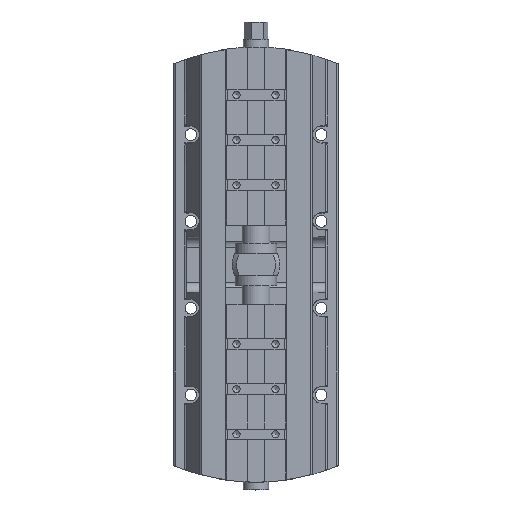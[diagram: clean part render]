
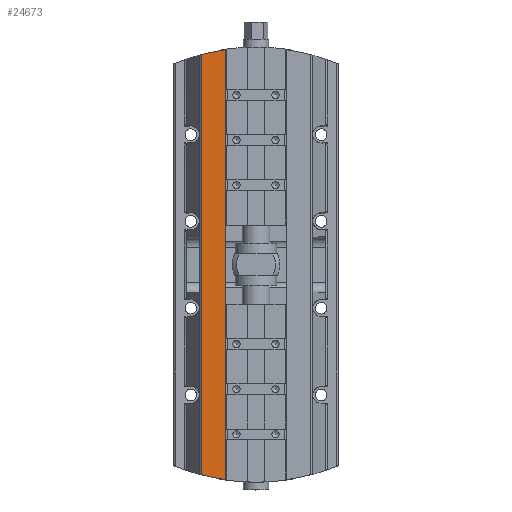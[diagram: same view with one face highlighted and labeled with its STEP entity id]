
A CAD part, top view. The second image highlights one B-rep face of the part: STEP entity #24673.
In plain terms, the highlighted planar face has unit normal (0, 0, 1).
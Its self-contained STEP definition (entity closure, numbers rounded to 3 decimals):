
#2005=CARTESIAN_POINT('',(-35.0,-45.5,100.0));
#2006=VERTEX_POINT('',#2005);
#4096=CARTESIAN_POINT('',(-35.0,-247.538,100.0));
#4097=VERTEX_POINT('',#4096);
#4108=CARTESIAN_POINT('',(-35.0,-247.538,100.0));
#4109=DIRECTION('',(0.0,1.0,0.0));
#4110=VECTOR('',#4109,202.038);
#4111=LINE('',#4108,#4110);
#4112=EDGE_CURVE('',#4097,#2006,#4111,.T.);
#4460=CARTESIAN_POINT('',(-35.,45.5,100.0));
#4461=VERTEX_POINT('',#4460);
#4468=CARTESIAN_POINT('',(-35.0,-45.5,100.0));
#4469=DIRECTION('',(0.0,1.0,0.0));
#4470=VECTOR('',#4469,91.);
#4471=LINE('',#4468,#4470);
#4472=EDGE_CURVE('',#2006,#4461,#4471,.T.);
#7247=CARTESIAN_POINT('',(-35.0,247.538,100.0));
#7248=VERTEX_POINT('',#7247);
#7249=CARTESIAN_POINT('',(-35.0,45.5,100.0));
#7250=DIRECTION('',(0.0,1.0,0.0));
#7251=VECTOR('',#7250,202.038);
#7252=LINE('',#7249,#7251);
#7253=EDGE_CURVE('',#4461,#7248,#7252,.T.);
#24010=CARTESIAN_POINT('',(-63.0,241.932,100.0));
#24011=VERTEX_POINT('',#24010);
#24019=CARTESIAN_POINT('',(0.0,0.0,100.0));
#24020=DIRECTION('',(0.0,0.0,-1.0));
#24021=DIRECTION('',(-1.0,0.0,0.0));
#24022=AXIS2_PLACEMENT_3D('',#24019,#24020,#24021);
#24023=CIRCLE('',#24022,250.0);
#24024=EDGE_CURVE('',#24011,#7248,#24023,.T.);
#24159=CARTESIAN_POINT('',(-63.0,-241.932,100.0));
#24160=VERTEX_POINT('',#24159);
#24161=CARTESIAN_POINT('',(0.0,0.0,100.0));
#24162=DIRECTION('',(0.0,0.0,-1.0));
#24163=DIRECTION('',(-1.0,0.0,0.0));
#24164=AXIS2_PLACEMENT_3D('',#24161,#24162,#24163);
#24165=CIRCLE('',#24164,250.0);
#24166=EDGE_CURVE('',#4097,#24160,#24165,.T.);
#24389=CARTESIAN_POINT('',(-63.0,-241.932,100.0));
#24390=DIRECTION('',(0.0,1.0,0.0));
#24391=VECTOR('',#24390,483.864);
#24392=LINE('',#24389,#24391);
#24393=EDGE_CURVE('',#24160,#24011,#24392,.T.);
#24660=CARTESIAN_POINT('',(0.0,0.0,100.0));
#24661=DIRECTION('',(0.0,0.0,-1.0));
#24662=DIRECTION('',(-1.0,0.0,0.0));
#24663=AXIS2_PLACEMENT_3D('',#24660,#24661,#24662);
#24664=PLANE('',#24663);
#24665=ORIENTED_EDGE('',*,*,#24393,.F.);
#24666=ORIENTED_EDGE('',*,*,#24166,.F.);
#24667=ORIENTED_EDGE('',*,*,#4112,.T.);
#24668=ORIENTED_EDGE('',*,*,#4472,.T.);
#24669=ORIENTED_EDGE('',*,*,#7253,.T.);
#24670=ORIENTED_EDGE('',*,*,#24024,.F.);
#24671=EDGE_LOOP('',(#24665,#24666,#24667,#24668,#24669,#24670));
#24672=FACE_OUTER_BOUND('',#24671,.T.);
#24673=ADVANCED_FACE('',(#24672),#24664,.F.);
